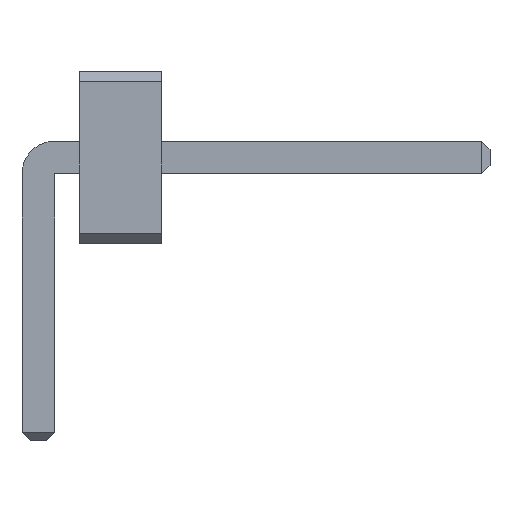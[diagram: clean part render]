
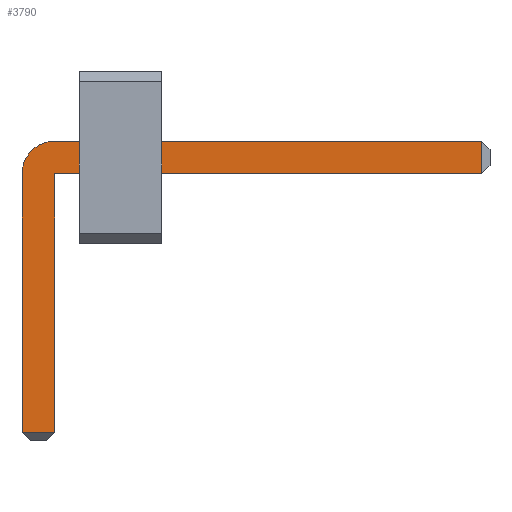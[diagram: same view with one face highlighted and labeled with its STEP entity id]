
A CAD part, front view. The second image highlights one B-rep face of the part: STEP entity #3790.
In plain terms, the highlighted planar face has unit normal (0, -1, 0).
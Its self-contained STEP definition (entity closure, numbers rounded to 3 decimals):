
#13=DIRECTION('',(0.,0.,1.));
#27=VECTOR('',#28,1.);
#28=DIRECTION('',(1.,0.,0.));
#1696=VECTOR('',#13,1.);
#3564=DIRECTION('',(0.,0.,-1.));
#3601=VECTOR('',#3564,1.);
#3608=VECTOR('',#3609,1.);
#3609=DIRECTION('',(-1.,0.,0.));
#3630=DIRECTION('',(-0.,1.,0.));
#3634=DIRECTION('',(0.,1.,0.));
#3635=DIRECTION('',(1.,0.,0.));
#3642=VERTEX_POINT('',#3643);
#3643=CARTESIAN_POINT('',(0.2,-35.76,1.25));
#3645=ORIENTED_EDGE('',*,*,#3646,.T.);
#3646=EDGE_CURVE('',#3642,#3647,#3649,.T.);
#3647=VERTEX_POINT('',#3648);
#3648=CARTESIAN_POINT('',(5.4,-35.76,1.25));
#3649=LINE('',#3650,#27);
#3650=CARTESIAN_POINT('',(-0.2,-35.76,1.25));
#3686=EDGE_CURVE('',#3687,#3642,#3689,.T.);
#3687=VERTEX_POINT('',#3688);
#3688=CARTESIAN_POINT('',(-0.2,-35.76,0.85));
#3689=CIRCLE('',#3690,0.4);
#3690=AXIS2_PLACEMENT_3D('',#3691,#3630,#3564);
#3691=CARTESIAN_POINT('',(0.2,-35.76,0.85));
#3703=VERTEX_POINT('',#3704);
#3704=CARTESIAN_POINT('',(5.4,-35.76,0.85));
#3706=ORIENTED_EDGE('',*,*,#3707,.T.);
#3707=EDGE_CURVE('',#3703,#3708,#3709,.T.);
#3708=VERTEX_POINT('',#3691);
#3709=LINE('',#3710,#3608);
#3710=CARTESIAN_POINT('',(5.5,-35.76,0.85));
#3722=VERTEX_POINT('',#3723);
#3723=CARTESIAN_POINT('',(-0.2,-35.76,-2.3));
#3725=ORIENTED_EDGE('',*,*,#3726,.T.);
#3726=EDGE_CURVE('',#3722,#3687,#3727,.T.);
#3727=LINE('',#3728,#1696);
#3728=CARTESIAN_POINT('',(-0.2,-35.76,-2.4));
#3736=ORIENTED_EDGE('',*,*,#3737,.T.);
#3737=EDGE_CURVE('',#3708,#3738,#3740,.T.);
#3738=VERTEX_POINT('',#3739);
#3739=CARTESIAN_POINT('',(0.2,-35.76,-2.3));
#3740=LINE('',#3691,#3601);
#3790=ADVANCED_FACE('',(#3791),#3800,.F.);
#3791=FACE_BOUND('',#3792,.F.);
#3792=EDGE_LOOP('',(#3645,#3793,#3706,#3736,#3796,#3725,#3799));
#3793=ORIENTED_EDGE('',*,*,#3794,.T.);
#3794=EDGE_CURVE('',#3647,#3703,#3795,.T.);
#3795=LINE('',#3648,#3601);
#3796=ORIENTED_EDGE('',*,*,#3797,.T.);
#3797=EDGE_CURVE('',#3738,#3722,#3798,.T.);
#3798=LINE('',#3739,#3608);
#3799=ORIENTED_EDGE('',*,*,#3686,.T.);
#3800=PLANE('',#3801);
#3801=AXIS2_PLACEMENT_3D('',#3802,#3634,#3635);
#3802=CARTESIAN_POINT('',(1.729,-35.76,0.346));
